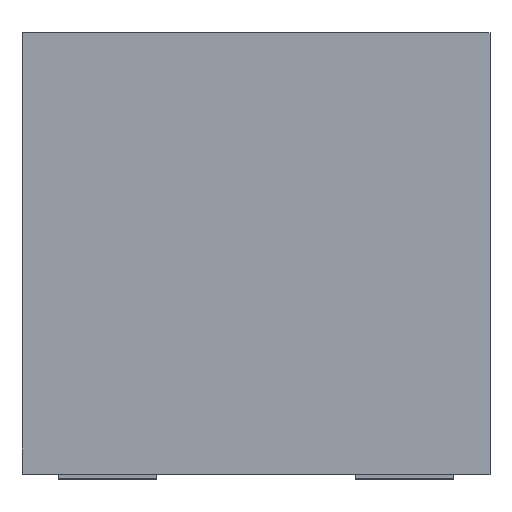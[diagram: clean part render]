
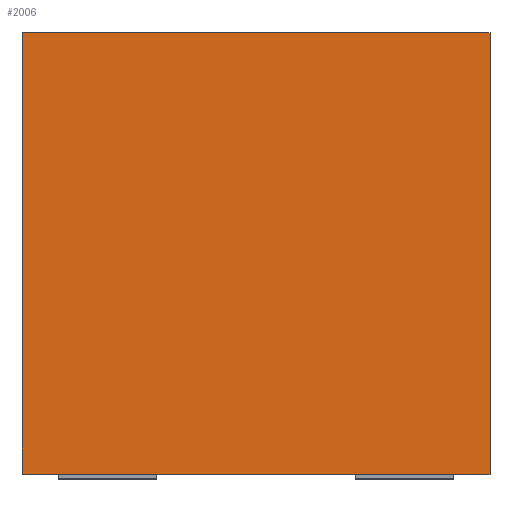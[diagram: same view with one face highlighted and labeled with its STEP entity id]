
A CAD part, top view. The second image highlights one B-rep face of the part: STEP entity #2006.
In plain terms, the highlighted planar face has unit normal (0, 0, 1).
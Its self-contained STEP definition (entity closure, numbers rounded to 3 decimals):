
#33 = CARTESIAN_POINT ( 'NONE',  ( 5.25, 0., 5.9 ) ) ;
#64 = ORIENTED_EDGE ( 'NONE', *, *, #2365, .T. ) ;
#80 = CARTESIAN_POINT ( 'NONE',  ( -5.25, 0., 5.9 ) ) ;
#100 = DIRECTION ( 'NONE',  ( 0., 1., 0. ) ) ;
#124 = CARTESIAN_POINT ( 'NONE',  ( -5.25, 9.9, 5.9 ) ) ;
#140 = DIRECTION ( 'NONE',  ( 0., 1., 0. ) ) ;
#147 = VERTEX_POINT ( 'NONE', #80 ) ;
#178 = ORIENTED_EDGE ( 'NONE', *, *, #1975, .T. ) ;
#200 = VERTEX_POINT ( 'NONE', #1983 ) ;
#266 = DIRECTION ( 'NONE',  ( 1., 0., 0. ) ) ;
#289 = CARTESIAN_POINT ( 'NONE',  ( 5.25, 9.9, 5.9 ) ) ;
#325 = LINE ( 'NONE', #1412, #1468 ) ;
#340 = VECTOR ( 'NONE', #140, 1000. ) ;
#482 = CARTESIAN_POINT ( 'NONE',  ( 5.25, 0., 5.9 ) ) ;
#704 = EDGE_CURVE ( 'NONE', #147, #2321, #1771, .T. ) ;
#775 = CARTESIAN_POINT ( 'NONE',  ( -5.25, 9.9, 5.9 ) ) ;
#926 = VECTOR ( 'NONE', #100, 1000. ) ;
#1050 = CARTESIAN_POINT ( 'NONE',  ( -5.25, 9.9, 5.9 ) ) ;
#1062 = PLANE ( 'NONE',  #2179 ) ;
#1064 = DIRECTION ( 'NONE',  ( 1., 0., 0. ) ) ;
#1075 = LINE ( 'NONE', #289, #340 ) ;
#1412 = CARTESIAN_POINT ( 'NONE',  ( 5.25, 9.9, 5.9 ) ) ;
#1468 = VECTOR ( 'NONE', #1064, 1000. ) ;
#1604 = EDGE_CURVE ( 'NONE', #2321, #200, #325, .T. ) ;
#1623 = VECTOR ( 'NONE', #266, 1000. ) ;
#1710 = ORIENTED_EDGE ( 'NONE', *, *, #704, .F. ) ;
#1760 = DIRECTION ( 'NONE',  ( 0., 0., -1. ) ) ;
#1771 = LINE ( 'NONE', #1050, #926 ) ;
#1975 = EDGE_CURVE ( 'NONE', #2343, #200, #1075, .T. ) ;
#1983 = CARTESIAN_POINT ( 'NONE',  ( 5.25, 9.9, 5.9 ) ) ;
#1991 = FACE_OUTER_BOUND ( 'NONE', #2065, .T. ) ;
#2006 = ADVANCED_FACE ( 'NONE', ( #1991 ), #1062, .F. ) ;
#2065 = EDGE_LOOP ( 'NONE', ( #178, #2412, #1710, #64 ) ) ;
#2179 = AXIS2_PLACEMENT_3D ( 'NONE', #124, #1760, #2371 ) ;
#2248 = LINE ( 'NONE', #482, #1623 ) ;
#2321 = VERTEX_POINT ( 'NONE', #775 ) ;
#2343 = VERTEX_POINT ( 'NONE', #33 ) ;
#2365 = EDGE_CURVE ( 'NONE', #147, #2343, #2248, .T. ) ;
#2371 = DIRECTION ( 'NONE',  ( -1., 0., 0. ) ) ;
#2412 = ORIENTED_EDGE ( 'NONE', *, *, #1604, .F. ) ;
